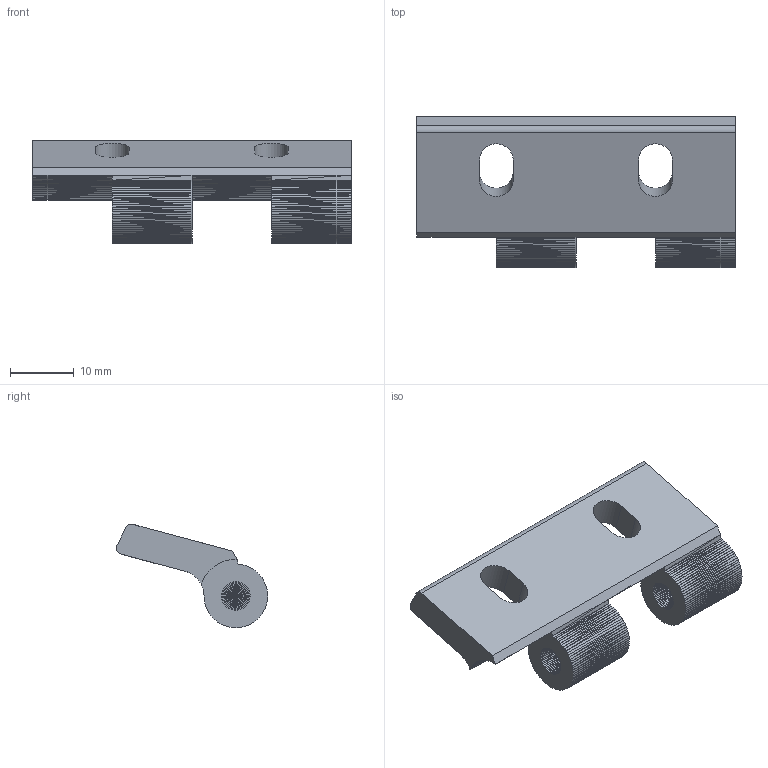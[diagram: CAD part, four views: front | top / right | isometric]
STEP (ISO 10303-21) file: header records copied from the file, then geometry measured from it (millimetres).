
FILE_DESCRIPTION(/* description */ (''),/* implementation_level */ '2;1');
FILE_NAME(/* name */ 'Hinge Top.step',/* time_stamp */ '2021-10-30T22:12:56+02:00',/* author */ (''),/* organization */ (''),/* preprocessor_version */ 'ST-DEVELOPER v18.1',/* originating_system */ 'Autodesk Translation Framework v10.10.0.1391',/* authorisation */ '');
FILE_SCHEMA (('AUTOMOTIVE_DESIGN { 1 0 10303 214 3 1 1 }'));
Length unit declared in the file: millimetre
Products named in the file (1): VCore Lid
Bounding box: 50 x 23.78 x 16.27 mm (x, y, z)
Volume: 5226.5 mm3; surface area: 3660.3 mm2
Topology: 1 solids, 1 shells, 878 faces, 1740 edges, 864 vertices
Faces by surface type: plane 872, cylinder 6
Entity records: 21071 total; most frequent: DIRECTION 3588, CARTESIAN_POINT 3483, ORIENTED_EDGE 3480, EDGE_CURVE 1740, LINE 1650, VECTOR 1650, AXIS2_PLACEMENT_3D 969, EDGE_LOOP 884
